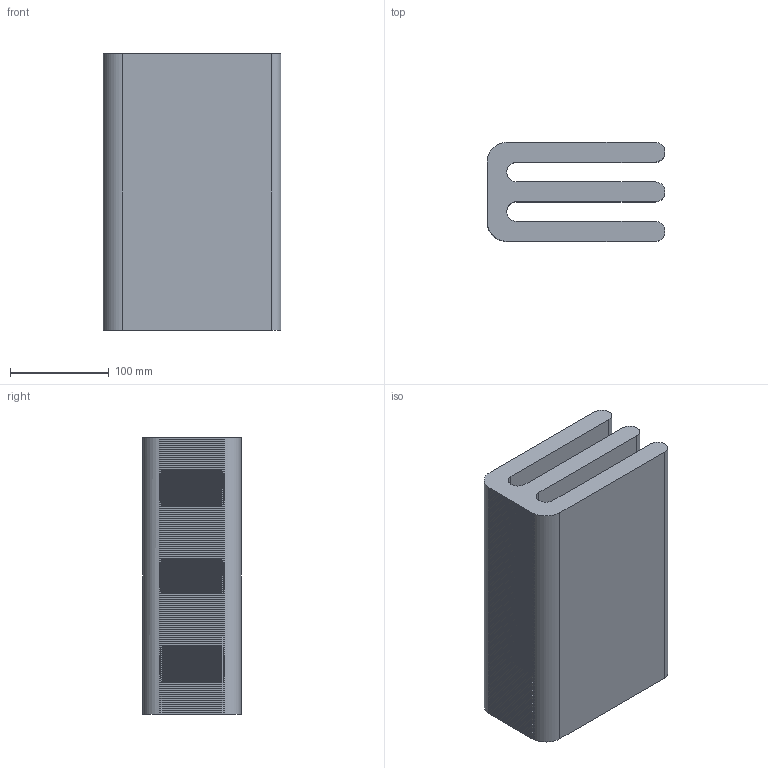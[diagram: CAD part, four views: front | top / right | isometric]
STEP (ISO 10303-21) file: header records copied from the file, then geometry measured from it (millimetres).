
FILE_DESCRIPTION(/* description */ (''),/* implementation_level */ '2;1');
FILE_NAME(/* name */ 'SpeedTestStructure',/* time_stamp */ '2024-03-01T23:03:25+03:00',/* author */ (''),/* organization */ (''),/* preprocessor_version */ 'ST-DEVELOPER v16.5',/* originating_system */ 'Rhino 7.34',/* authorisation */ '');
FILE_SCHEMA (('CONFIG_CONTROL_DESIGN'));
Length unit declared in the file: millimetre
Products named in the file (1): Document
Bounding box: 180 x 100 x 280 mm (x, y, z)
Volume: 3187805.1 mm3; surface area: 344292.9 mm2
Topology: 1 solids, 1 shells, 494 faces, 1476 edges, 984 vertices
Faces by surface type: cylinder 246, plane 148, bspline 100
Entity records: 27100 total; most frequent: CARTESIAN_POINT 17370, ORIENTED_EDGE 2952, EDGE_CURVE 1476, B_SPLINE_CURVE_WITH_KNOTS 1462, VERTEX_POINT 984, ADVANCED_FACE 494, FACE_OUTER_BOUND 494, EDGE_LOOP 494
